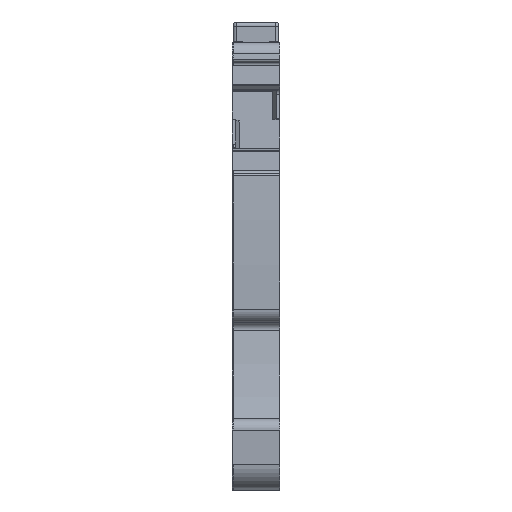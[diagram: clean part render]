
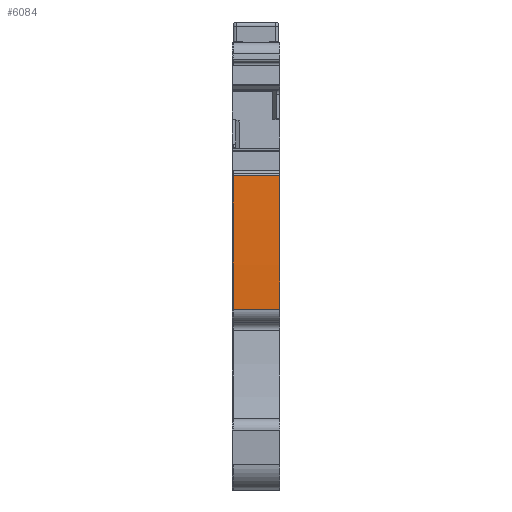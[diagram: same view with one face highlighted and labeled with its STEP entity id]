
A CAD part, front view. The second image highlights one B-rep face of the part: STEP entity #6084.
In plain terms, the highlighted cylindrical face has radius 122.178 mm (diameter 244.356 mm), a partial arc.
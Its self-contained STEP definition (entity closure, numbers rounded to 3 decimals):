
#5070=AXIS2_PLACEMENT_3D('Cylinder Axis2P3D',#5067,#5068,#5069) ;
#6062=AXIS2_PLACEMENT_3D('Circle Axis2P3D',#6060,#6061,$) ;
#6069=AXIS2_PLACEMENT_3D('Circle Axis2P3D',#6067,#6068,$) ;
#6074=AXIS2_PLACEMENT_3D('Circle Axis2P3D',#6072,#6073,$) ;
#5067=CARTESIAN_POINT('Axis2P3D Location',(1.75,123.651,17.106)) ;
#6025=CARTESIAN_POINT('Line Origine',(1.75,1.636,23.414)) ;
#6029=CARTESIAN_POINT('Vertex',(0.05,1.636,23.414)) ;
#6031=CARTESIAN_POINT('Vertex',(3.5,1.636,23.414)) ;
#6051=CARTESIAN_POINT('Line Origine',(1.75,1.529,13.42)) ;
#6055=CARTESIAN_POINT('Vertex',(0.05,1.529,13.42)) ;
#6057=CARTESIAN_POINT('Vertex',(3.5,1.529,13.42)) ;
#6060=CARTESIAN_POINT('Axis2P3D Location',(3.5,123.651,17.106)) ;
#6064=CARTESIAN_POINT('Vertex',(3.5,1.528,13.45)) ;
#6067=CARTESIAN_POINT('Axis2P3D Location',(3.5,123.651,17.106)) ;
#6072=CARTESIAN_POINT('Axis2P3D Location',(0.05,123.651,17.106)) ;
#5068=DIRECTION('Axis2P3D Direction',(1.,0.,0.)) ;
#5069=DIRECTION('Axis2P3D XDirection',(0.,-0.992,0.126)) ;
#6026=DIRECTION('Vector Direction',(1.,0.,0.)) ;
#6052=DIRECTION('Vector Direction',(1.,0.,0.)) ;
#6061=DIRECTION('Axis2P3D Direction',(1.,0.,0.)) ;
#6068=DIRECTION('Axis2P3D Direction',(1.,0.,0.)) ;
#6073=DIRECTION('Axis2P3D Direction',(1.,0.,0.)) ;
#6027=VECTOR('Line Direction',#6026,1.) ;
#6053=VECTOR('Line Direction',#6052,1.) ;
#6078=ORIENTED_EDGE('',*,*,#6059,.T.) ;
#6079=ORIENTED_EDGE('',*,*,#6066,.F.) ;
#6080=ORIENTED_EDGE('',*,*,#6071,.F.) ;
#6081=ORIENTED_EDGE('',*,*,#6033,.F.) ;
#6082=ORIENTED_EDGE('',*,*,#6076,.F.) ;
#6084=ADVANCED_FACE('78046_MLD_ADT_1-5_4C -#[PA66_PA6|DKBG]#.1\\78046_MLD_ADT_1-5_4C - MLD_A4C_1-5',(#6083),#5071,.T.) ;
#6063=CIRCLE('generated circle',#6062,122.178) ;
#6070=CIRCLE('generated circle',#6069,122.178) ;
#6075=CIRCLE('generated circle',#6074,122.178) ;
#5071=CYLINDRICAL_SURFACE('generated cylinder',#5070,122.178) ;
#6033=EDGE_CURVE('',#6030,#6032,#6028,.T.) ;
#6059=EDGE_CURVE('',#6056,#6058,#6054,.T.) ;
#6066=EDGE_CURVE('',#6065,#6058,#6063,.T.) ;
#6071=EDGE_CURVE('',#6032,#6065,#6070,.T.) ;
#6076=EDGE_CURVE('',#6056,#6030,#6075,.F.) ;
#6077=EDGE_LOOP('',(#6078,#6079,#6080,#6081,#6082)) ;
#6083=FACE_OUTER_BOUND('',#6077,.T.) ;
#6028=LINE('Line',#6025,#6027) ;
#6054=LINE('Line',#6051,#6053) ;
#6030=VERTEX_POINT('',#6029) ;
#6032=VERTEX_POINT('',#6031) ;
#6056=VERTEX_POINT('',#6055) ;
#6058=VERTEX_POINT('',#6057) ;
#6065=VERTEX_POINT('',#6064) ;
